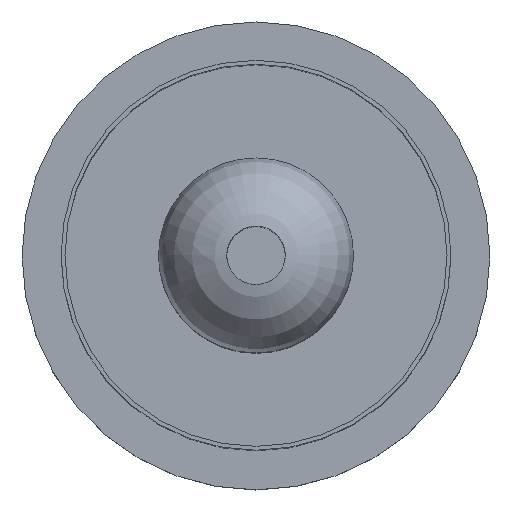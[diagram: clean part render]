
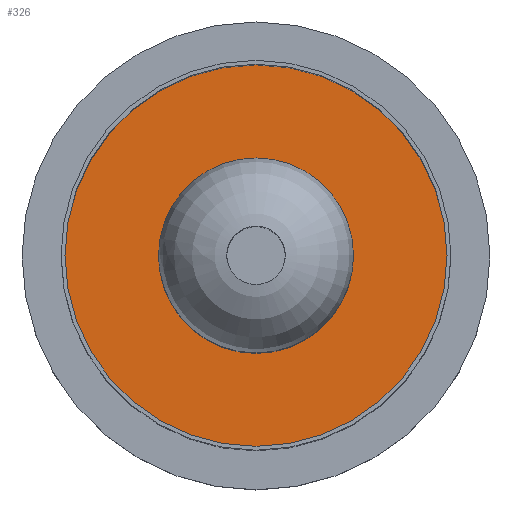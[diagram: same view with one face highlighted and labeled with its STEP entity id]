
A CAD part, top view. The second image highlights one B-rep face of the part: STEP entity #326.
In plain terms, the highlighted planar face has unit normal (0, 0, 1).
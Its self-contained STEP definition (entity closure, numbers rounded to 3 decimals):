
#282 = VERTEX_POINT('',#283);
#283 = CARTESIAN_POINT('',(-2.5,0.,2.01));
#289 = EDGE_CURVE('',#282,#282,#290,.T.);
#290 = CIRCLE('',#291,2.5);
#291 = AXIS2_PLACEMENT_3D('',#292,#293,#294);
#292 = CARTESIAN_POINT('',(0.,0.,2.01));
#293 = DIRECTION('',(0.,0.,1.));
#294 = DIRECTION('',(-1.,0.,0.));
#326 = ADVANCED_FACE('',(#327,#338),#341,.T.);
#327 = FACE_BOUND('',#328,.T.);
#328 = EDGE_LOOP('',(#329));
#329 = ORIENTED_EDGE('',*,*,#330,.F.);
#330 = EDGE_CURVE('',#331,#331,#333,.T.);
#331 = VERTEX_POINT('',#332);
#332 = CARTESIAN_POINT('',(-4.9,0.,2.01));
#333 = CIRCLE('',#334,4.9);
#334 = AXIS2_PLACEMENT_3D('',#335,#336,#337);
#335 = CARTESIAN_POINT('',(0.,0.,2.01));
#336 = DIRECTION('',(0.,0.,-1.));
#337 = DIRECTION('',(-1.,0.,0.));
#338 = FACE_BOUND('',#339,.T.);
#339 = EDGE_LOOP('',(#340));
#340 = ORIENTED_EDGE('',*,*,#289,.F.);
#341 = PLANE('',#342);
#342 = AXIS2_PLACEMENT_3D('',#343,#344,#345);
#343 = CARTESIAN_POINT('',(0.,0.,2.01)
);
#344 = DIRECTION('',(0.,0.,1.));
#345 = DIRECTION('',(-1.,0.,0.));
